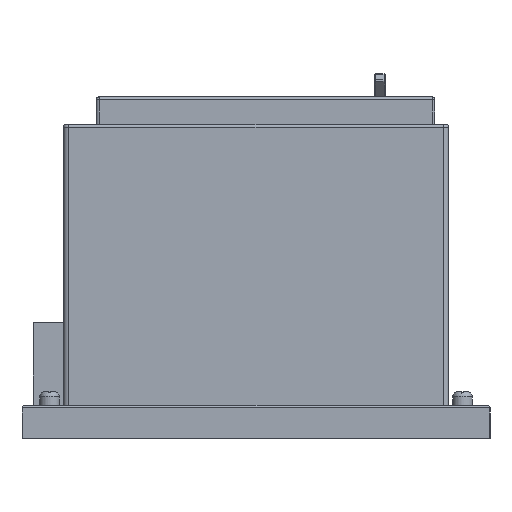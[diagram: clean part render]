
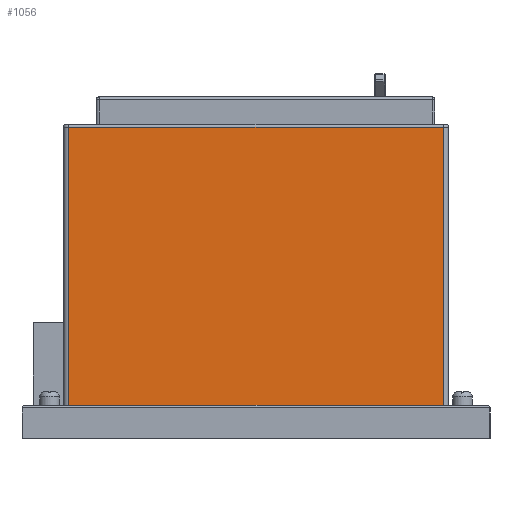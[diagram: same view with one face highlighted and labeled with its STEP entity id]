
A CAD part, front view. The second image highlights one B-rep face of the part: STEP entity #1056.
In plain terms, the highlighted planar face has unit normal (0, -1, 0).
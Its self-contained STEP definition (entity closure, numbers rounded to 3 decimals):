
#1056 = ADVANCED_FACE ( 'NONE', ( #5923 ), #6724, .F. ) ;
#1911 = EDGE_LOOP ( 'NONE', ( #1968, #1969, #1970, #1971 ) ) ;
#1968 = ORIENTED_EDGE ( 'NONE', *, *, #2766, .T. ) ;
#1969 = ORIENTED_EDGE ( 'NONE', *, *, #2765, .T. ) ;
#1970 = ORIENTED_EDGE ( 'NONE', *, *, #2746, .T. ) ;
#1971 = ORIENTED_EDGE ( 'NONE', *, *, #2570, .T. ) ;
#2570 = EDGE_CURVE ( 'NONE', #9810, #9811, #7419, .T. ) ;
#2746 = EDGE_CURVE ( 'NONE', #9964, #9810, #7720, .T. ) ;
#2765 = EDGE_CURVE ( 'NONE', #9963, #9964, #7716, .T. ) ;
#2766 = EDGE_CURVE ( 'NONE', #9811, #9963, #7760, .T. ) ;
#4028 = AXIS2_PLACEMENT_3D ( 'NONE', #6719, #6729, #6730 ) ;
#5923 = FACE_OUTER_BOUND ( 'NONE', #1911, .T. ) ;
#6719 = CARTESIAN_POINT ( 'NONE',  ( 0., 0., 112. ) ) ;
#6724 = PLANE ( 'NONE',  #4028 ) ;
#6729 = DIRECTION ( 'NONE',  ( 0., 1., 0. ) ) ;
#6730 = DIRECTION ( 'NONE',  ( 0., 0., 1. ) ) ;
#7121 = CARTESIAN_POINT ( 'NONE',  ( 0., 0., 0. ) ) ;
#7122 = DIRECTION ( 'NONE',  ( 1., 0., 0. ) ) ;
#7408 = VECTOR ( 'NONE', #7122, 1000. ) ;
#7419 = LINE ( 'NONE', #7121, #7408 ) ;
#7716 = LINE ( 'NONE', #8145, #7758 ) ;
#7720 = LINE ( 'NONE', #8155, #7721 ) ;
#7721 = VECTOR ( 'NONE', #8156, 1000. ) ;
#7758 = VECTOR ( 'NONE', #8194, 1000. ) ;
#7760 = LINE ( 'NONE', #8195, #7761 ) ;
#7761 = VECTOR ( 'NONE', #8196, 1000. ) ;
#8145 = CARTESIAN_POINT ( 'NONE',  ( 2., 0., 101. ) ) ;
#8155 = CARTESIAN_POINT ( 'NONE',  ( 2., 0., 112. ) ) ;
#8156 = DIRECTION ( 'NONE',  ( 0., 0., -1. ) ) ;
#8194 = DIRECTION ( 'NONE',  ( -1., 0., 0. ) ) ;
#8195 = CARTESIAN_POINT ( 'NONE',  ( 138., 0., 112. ) ) ;
#8196 = DIRECTION ( 'NONE',  ( 0., 0., 1. ) ) ;
#8477 = CARTESIAN_POINT ( 'NONE',  ( 2., 0., 0. ) ) ;
#8478 = CARTESIAN_POINT ( 'NONE',  ( 138., 0., 0. ) ) ;
#8607 = CARTESIAN_POINT ( 'NONE',  ( 138., 0., 101. ) ) ;
#8608 = CARTESIAN_POINT ( 'NONE',  ( 2., 0., 101. ) ) ;
#9810 = VERTEX_POINT ( 'NONE', #8477 ) ;
#9811 = VERTEX_POINT ( 'NONE', #8478 ) ;
#9963 = VERTEX_POINT ( 'NONE', #8607 ) ;
#9964 = VERTEX_POINT ( 'NONE', #8608 ) ;
